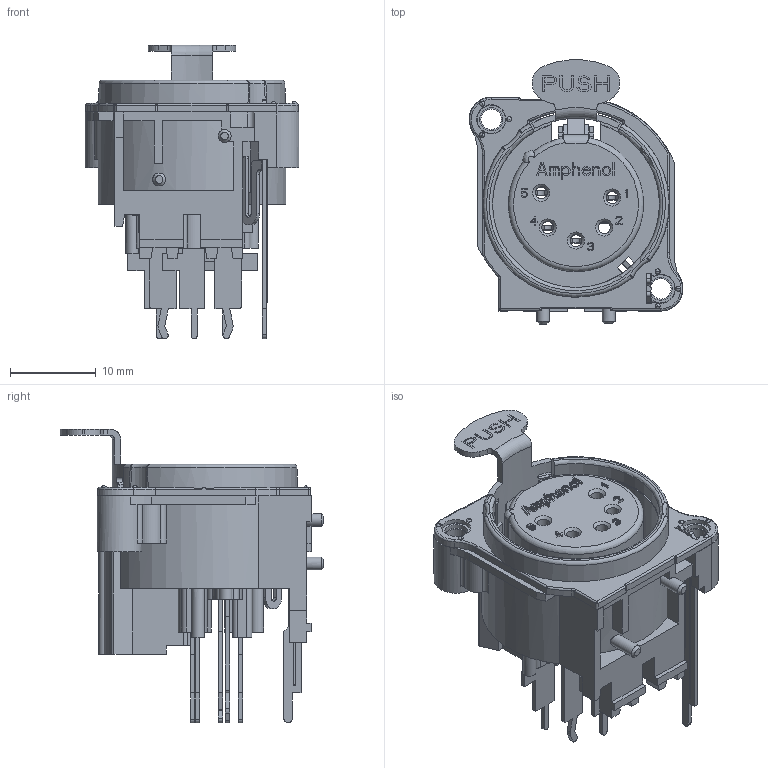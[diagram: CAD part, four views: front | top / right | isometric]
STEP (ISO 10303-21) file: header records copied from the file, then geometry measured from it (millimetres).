
FILE_DESCRIPTION(/* description */ (''),/* implementation_level */ '2;1');
FILE_NAME(/* name */ 'AC5FBV-AU-PRE.stp',/* time_stamp */ '2017-11-08T11:36:55+11:00',/* author */ ('minh'),/* organization */ (''),/* preprocessor_version */ 'ST-DEVELOPER v16.1',/* originating_system */ 'Autodesk Inventor 2016',/* authorisation */ '');
FILE_SCHEMA (('AUTOMOTIVE_DESIGN { 1 0 10303 214 3 1 1 }'));
Length unit declared in the file: inch
Products named in the file (1): AC5FBV-AU-PRE_Shrinkwrap_1
Bounding box: 25 x 30.82 x 34.3 mm (x, y, z)
Surface area: 7276.6 mm2 (no closed solid volume)
Topology: 0 solids, 24 shells, 645 faces, 3267 edges, 2530 vertices
Faces by surface type: plane 425, cylinder 162, torus 22, bspline 17, cone 10, sphere 9
Full cylindrical faces by diameter (mm): 1.2 x1, 1.4 x5, 1.5 x3, 2.4 x1, 2.7 x1, 3 x1, 3.4 x1, 5.2 x1
Entity records: 33694 total; most frequent: CARTESIAN_POINT 7656, DIRECTION 5061, ORIENTED_EDGE 4749, EDGE_CURVE 3233, LINE 2519, VECTOR 2519, VERTEX_POINT 2518, AXIS2_PLACEMENT_3D 1271
